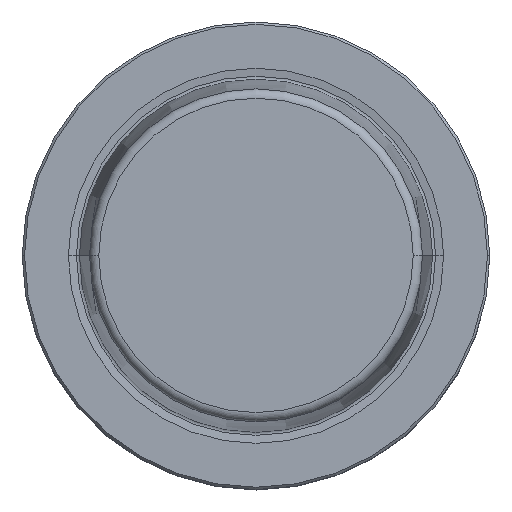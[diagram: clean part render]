
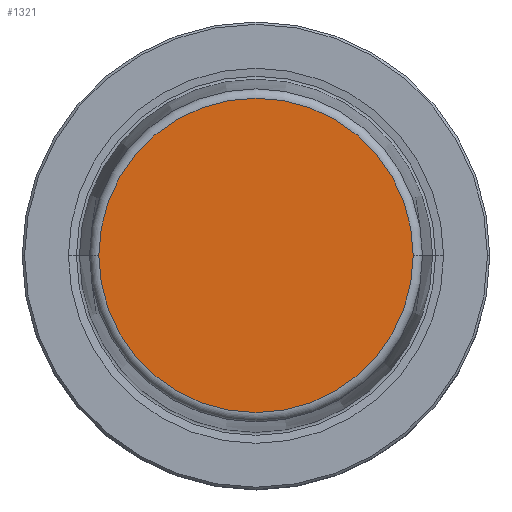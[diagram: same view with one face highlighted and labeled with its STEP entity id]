
A CAD part, top view. The second image highlights one B-rep face of the part: STEP entity #1321.
In plain terms, the highlighted planar face has unit normal (0, 0, 1).
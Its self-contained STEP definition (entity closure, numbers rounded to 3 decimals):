
#328=CARTESIAN_POINT('',(0.,0.,19.9));
#329=DIRECTION('',(0.,0.,1.));
#330=DIRECTION('',(1.,0.,0.));
#331=AXIS2_PLACEMENT_3D('',#328,#329,#330);
#336=CARTESIAN_POINT('',(0.,0.,19.9));
#337=DIRECTION('',(0.,0.,-1.));
#338=DIRECTION('',(1.,0.,0.));
#339=AXIS2_PLACEMENT_3D('',#336,#337,#338);
#934=CARTESIAN_POINT('',(13.446,0.,19.9));
#935=VERTEX_POINT('',#934);
#950=CARTESIAN_POINT('',(-13.446,0.,19.9));
#951=VERTEX_POINT('',#950);
#1312=CARTESIAN_POINT('',(0.,0.,19.9));
#1313=DIRECTION('',(0.,0.,-1.));
#1314=DIRECTION('',(-1.,0.,0.));
#1315=AXIS2_PLACEMENT_3D('',#1312,#1313,#1314);
#1316=PLANE('',#1315);
#1317=ORIENTED_EDGE('',*,*,#1305,.F.);
#1318=ORIENTED_EDGE('',*,*,#1294,.T.);
#1319=EDGE_LOOP('',(#1317,#1318));
#1320=FACE_OUTER_BOUND('',#1319,.F.);
#1321=ADVANCED_FACE('',(#1320),#1316,.F.);
#332=CIRCLE('',#331,13.446);
#340=CIRCLE('',#339,13.446);
#1294=EDGE_CURVE('',#935,#951,#340,.T.);
#1305=EDGE_CURVE('',#935,#951,#332,.T.);
